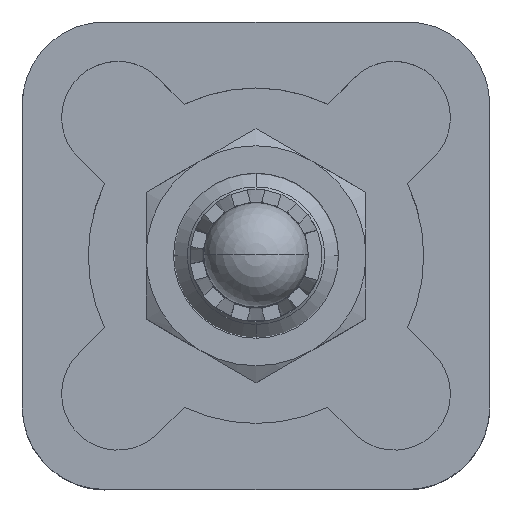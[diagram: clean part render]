
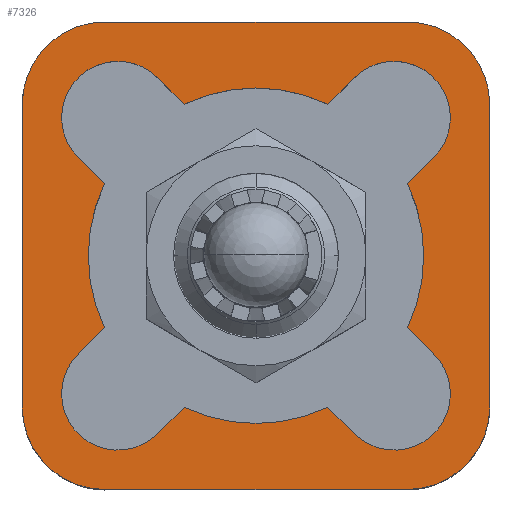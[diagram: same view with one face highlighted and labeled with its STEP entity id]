
A CAD part, top view. The second image highlights one B-rep face of the part: STEP entity #7326.
In plain terms, the highlighted planar face has unit normal (0, 0, 1).
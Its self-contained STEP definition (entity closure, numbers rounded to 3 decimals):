
#48=CARTESIAN_POINT('',(5.5,5.5,0.));
#49=DIRECTION('',(0.,0.,-1.));
#50=DIRECTION('',(0.,1.,0.));
#51=AXIS2_PLACEMENT_3D('',#48,#49,#50);
#53=CARTESIAN_POINT('',(5.5,-5.5,0.));
#54=DIRECTION('',(0.,0.,-1.));
#55=DIRECTION('',(1.,0.,0.));
#56=AXIS2_PLACEMENT_3D('',#53,#54,#55);
#58=CARTESIAN_POINT('',(-5.5,-5.5,0.));
#59=DIRECTION('',(0.,0.,-1.));
#60=DIRECTION('',(0.,-1.,0.));
#61=AXIS2_PLACEMENT_3D('',#58,#59,#60);
#63=CARTESIAN_POINT('',(-5.5,5.5,0.));
#64=DIRECTION('',(0.,0.,-1.));
#65=DIRECTION('',(-1.,0.,0.));
#66=AXIS2_PLACEMENT_3D('',#63,#64,#65);
#68=CARTESIAN_POINT('',(0.,0.,0.));
#69=DIRECTION('',(0.,0.,1.));
#70=DIRECTION('',(0.428,0.904,0.));
#71=AXIS2_PLACEMENT_3D('',#68,#69,#70);
#73=DIRECTION('',(-0.707,0.707,0.));
#74=VECTOR('',#73,1.355);
#75=CARTESIAN_POINT('',(-2.613,5.512,0.));
#76=LINE('',#75,#74);
#77=CARTESIAN_POINT('',(-5.02,5.02,0.));
#78=DIRECTION('',(0.,0.,1.));
#79=DIRECTION('',(0.707,0.707,0.));
#80=AXIS2_PLACEMENT_3D('',#77,#78,#79);
#82=CARTESIAN_POINT('',(-5.02,5.02,0.));
#83=DIRECTION('',(0.,0.,1.));
#84=DIRECTION('',(-1.,0.,0.));
#85=AXIS2_PLACEMENT_3D('',#82,#83,#84);
#87=DIRECTION('',(0.707,-0.707,0.));
#88=VECTOR('',#87,1.355);
#89=CARTESIAN_POINT('',(-6.47,3.571,0.));
#90=LINE('',#89,#88);
#91=CARTESIAN_POINT('',(0.,0.,0.));
#92=DIRECTION('',(0.,0.,1.));
#93=DIRECTION('',(-0.904,0.428,0.));
#94=AXIS2_PLACEMENT_3D('',#91,#92,#93);
#96=CARTESIAN_POINT('',(0.,0.,0.));
#97=DIRECTION('',(0.,0.,1.));
#98=DIRECTION('',(-1.,0.,0.));
#99=AXIS2_PLACEMENT_3D('',#96,#97,#98);
#101=DIRECTION('',(-0.707,-0.707,0.));
#102=VECTOR('',#101,1.355);
#103=CARTESIAN_POINT('',(-5.512,-2.613,0.));
#104=LINE('',#103,#102);
#105=CARTESIAN_POINT('',(-5.02,-5.02,0.));
#106=DIRECTION('',(0.,0.,1.));
#107=DIRECTION('',(-0.707,0.707,0.));
#108=AXIS2_PLACEMENT_3D('',#105,#106,#107);
#110=CARTESIAN_POINT('',(-5.02,-5.02,0.));
#111=DIRECTION('',(0.,0.,1.));
#112=DIRECTION('',(-1.,0.,0.));
#113=AXIS2_PLACEMENT_3D('',#110,#111,#112);
#115=DIRECTION('',(0.707,0.707,0.));
#116=VECTOR('',#115,1.355);
#117=CARTESIAN_POINT('',(-3.571,-6.47,0.));
#118=LINE('',#117,#116);
#119=CARTESIAN_POINT('',(0.,0.,0.));
#120=DIRECTION('',(0.,0.,1.));
#121=DIRECTION('',(-0.428,-0.904,0.));
#122=AXIS2_PLACEMENT_3D('',#119,#120,#121);
#124=DIRECTION('',(0.707,-0.707,0.));
#125=VECTOR('',#124,1.355);
#126=CARTESIAN_POINT('',(2.613,-5.512,0.));
#127=LINE('',#126,#125);
#128=CARTESIAN_POINT('',(5.02,-5.02,0.));
#129=DIRECTION('',(0.,0.,1.));
#130=DIRECTION('',(-0.707,-0.707,0.));
#131=AXIS2_PLACEMENT_3D('',#128,#129,#130);
#133=CARTESIAN_POINT('',(5.02,-5.02,0.));
#134=DIRECTION('',(0.,0.,1.));
#135=DIRECTION('',(1.,0.,0.));
#136=AXIS2_PLACEMENT_3D('',#133,#134,#135);
#138=DIRECTION('',(-0.707,0.707,0.));
#139=VECTOR('',#138,1.355);
#140=CARTESIAN_POINT('',(6.47,-3.571,0.));
#141=LINE('',#140,#139);
#142=CARTESIAN_POINT('',(0.,0.,0.));
#143=DIRECTION('',(0.,0.,1.));
#144=DIRECTION('',(0.904,-0.428,0.));
#145=AXIS2_PLACEMENT_3D('',#142,#143,#144);
#147=CARTESIAN_POINT('',(0.,0.,0.));
#148=DIRECTION('',(0.,0.,1.));
#149=DIRECTION('',(1.,0.,0.));
#150=AXIS2_PLACEMENT_3D('',#147,#148,#149);
#152=DIRECTION('',(0.707,0.707,0.));
#153=VECTOR('',#152,1.355);
#154=CARTESIAN_POINT('',(5.512,2.613,0.));
#155=LINE('',#154,#153);
#156=CARTESIAN_POINT('',(5.02,5.02,0.));
#157=DIRECTION('',(0.,0.,1.));
#158=DIRECTION('',(0.707,-0.707,0.));
#159=AXIS2_PLACEMENT_3D('',#156,#157,#158);
#161=CARTESIAN_POINT('',(5.02,5.02,0.));
#162=DIRECTION('',(0.,0.,1.));
#163=DIRECTION('',(1.,0.,0.));
#164=AXIS2_PLACEMENT_3D('',#161,#162,#163);
#166=DIRECTION('',(-0.707,-0.707,0.));
#167=VECTOR('',#166,1.355);
#168=CARTESIAN_POINT('',(3.571,6.47,0.));
#169=LINE('',#168,#167);
#170=DIRECTION('',(-1.,0.,0.));
#171=VECTOR('',#170,11.);
#172=CARTESIAN_POINT('',(5.5,8.5,0.));
#173=LINE('',#172,#171);
#208=DIRECTION('',(0.,-1.,0.));
#209=VECTOR('',#208,11.);
#210=CARTESIAN_POINT('',(-8.5,5.5,0.));
#211=LINE('',#210,#209);
#262=DIRECTION('',(1.,0.,0.));
#263=VECTOR('',#262,11.);
#264=CARTESIAN_POINT('',(-5.5,-8.5,0.));
#265=LINE('',#264,#263);
#266=DIRECTION('',(0.,1.,0.));
#267=VECTOR('',#266,11.);
#268=CARTESIAN_POINT('',(8.5,-5.5,0.));
#269=LINE('',#268,#267);
#5866=CARTESIAN_POINT('',(5.5,8.5,0.));
#5867=CARTESIAN_POINT('',(-5.5,8.5,0.));
#5868=VERTEX_POINT('',#5866);
#5869=VERTEX_POINT('',#5867);
#5870=CARTESIAN_POINT('',(8.5,5.5,0.));
#5871=VERTEX_POINT('',#5870);
#5872=CARTESIAN_POINT('',(8.5,-5.5,0.));
#5873=VERTEX_POINT('',#5872);
#5874=CARTESIAN_POINT('',(5.5,-8.5,0.));
#5875=VERTEX_POINT('',#5874);
#5876=CARTESIAN_POINT('',(-5.5,-8.5,0.));
#5877=VERTEX_POINT('',#5876);
#5878=CARTESIAN_POINT('',(-8.5,-5.5,0.));
#5879=VERTEX_POINT('',#5878);
#5880=CARTESIAN_POINT('',(-8.5,5.5,0.));
#5881=VERTEX_POINT('',#5880);
#5882=CARTESIAN_POINT('',(2.613,5.512,0.));
#5883=CARTESIAN_POINT('',(-2.613,5.512,0.));
#5884=VERTEX_POINT('',#5882);
#5885=VERTEX_POINT('',#5883);
#5886=CARTESIAN_POINT('',(-3.571,6.47,0.));
#5887=VERTEX_POINT('',#5886);
#5888=CARTESIAN_POINT('',(-7.07,5.02,0.));
#5889=VERTEX_POINT('',#5888);
#5890=CARTESIAN_POINT('',(-6.47,3.571,0.));
#5891=VERTEX_POINT('',#5890);
#5892=CARTESIAN_POINT('',(-5.512,2.613,0.));
#5893=VERTEX_POINT('',#5892);
#5894=CARTESIAN_POINT('',(-6.1,0.,0.));
#5895=VERTEX_POINT('',#5894);
#5896=CARTESIAN_POINT('',(-5.512,-2.613,0.));
#5897=VERTEX_POINT('',#5896);
#5898=CARTESIAN_POINT('',(-6.47,-3.571,0.));
#5899=VERTEX_POINT('',#5898);
#5900=CARTESIAN_POINT('',(-7.07,-5.02,0.));
#5901=VERTEX_POINT('',#5900);
#5902=CARTESIAN_POINT('',(-3.571,-6.47,0.));
#5903=VERTEX_POINT('',#5902);
#5904=CARTESIAN_POINT('',(-2.613,-5.512,0.));
#5905=VERTEX_POINT('',#5904);
#5906=CARTESIAN_POINT('',(2.613,-5.512,0.));
#5907=VERTEX_POINT('',#5906);
#5908=CARTESIAN_POINT('',(3.571,-6.47,0.));
#5909=VERTEX_POINT('',#5908);
#5910=CARTESIAN_POINT('',(7.07,-5.02,0.));
#5911=VERTEX_POINT('',#5910);
#5912=CARTESIAN_POINT('',(6.47,-3.571,0.));
#5913=VERTEX_POINT('',#5912);
#5914=CARTESIAN_POINT('',(5.512,-2.613,0.));
#5915=VERTEX_POINT('',#5914);
#5916=CARTESIAN_POINT('',(6.1,0.,0.));
#5917=VERTEX_POINT('',#5916);
#5918=CARTESIAN_POINT('',(5.512,2.613,0.));
#5919=VERTEX_POINT('',#5918);
#5920=CARTESIAN_POINT('',(6.47,3.571,0.));
#5921=VERTEX_POINT('',#5920);
#5922=CARTESIAN_POINT('',(7.07,5.02,0.));
#5923=VERTEX_POINT('',#5922);
#5924=CARTESIAN_POINT('',(3.571,6.47,0.));
#5925=VERTEX_POINT('',#5924);
#7257=CARTESIAN_POINT('',(0.,0.,0.));
#7258=DIRECTION('',(0.,0.,-1.));
#7259=DIRECTION('',(-1.,0.,0.));
#7260=AXIS2_PLACEMENT_3D('',#7257,#7258,#7259);
#7261=PLANE('',#7260);
#7263=ORIENTED_EDGE('',*,*,#7262,.F.);
#7265=ORIENTED_EDGE('',*,*,#7264,.T.);
#7267=ORIENTED_EDGE('',*,*,#7266,.F.);
#7269=ORIENTED_EDGE('',*,*,#7268,.T.);
#7271=ORIENTED_EDGE('',*,*,#7270,.F.);
#7273=ORIENTED_EDGE('',*,*,#7272,.T.);
#7275=ORIENTED_EDGE('',*,*,#7274,.F.);
#7277=ORIENTED_EDGE('',*,*,#7276,.T.);
#7278=EDGE_LOOP('',(#7263,#7265,#7267,#7269,#7271,#7273,#7275,#7277));
#7279=FACE_OUTER_BOUND('',#7278,.F.);
#7281=ORIENTED_EDGE('',*,*,#7280,.T.);
#7283=ORIENTED_EDGE('',*,*,#7282,.T.);
#7285=ORIENTED_EDGE('',*,*,#7284,.T.);
#7287=ORIENTED_EDGE('',*,*,#7286,.T.);
#7289=ORIENTED_EDGE('',*,*,#7288,.T.);
#7291=ORIENTED_EDGE('',*,*,#7290,.T.);
#7293=ORIENTED_EDGE('',*,*,#7292,.T.);
#7295=ORIENTED_EDGE('',*,*,#7294,.T.);
#7297=ORIENTED_EDGE('',*,*,#7296,.T.);
#7299=ORIENTED_EDGE('',*,*,#7298,.T.);
#7301=ORIENTED_EDGE('',*,*,#7300,.T.);
#7303=ORIENTED_EDGE('',*,*,#7302,.T.);
#7305=ORIENTED_EDGE('',*,*,#7304,.T.);
#7307=ORIENTED_EDGE('',*,*,#7306,.T.);
#7309=ORIENTED_EDGE('',*,*,#7308,.T.);
#7311=ORIENTED_EDGE('',*,*,#7310,.T.);
#7313=ORIENTED_EDGE('',*,*,#7312,.T.);
#7315=ORIENTED_EDGE('',*,*,#7314,.T.);
#7317=ORIENTED_EDGE('',*,*,#7316,.T.);
#7319=ORIENTED_EDGE('',*,*,#7318,.T.);
#7321=ORIENTED_EDGE('',*,*,#7320,.T.);
#7323=ORIENTED_EDGE('',*,*,#7322,.T.);
#7324=EDGE_LOOP('',(#7281,#7283,#7285,#7287,#7289,#7291,#7293,#7295,#7297,#7299,
#7301,#7303,#7305,#7307,#7309,#7311,#7313,#7315,#7317,#7319,#7321,#7323));
#7325=FACE_BOUND('',#7324,.F.);
#7326=ADVANCED_FACE('',(#7279,#7325),#7261,.F.);
#52=CIRCLE('',#51,3.);
#57=CIRCLE('',#56,3.);
#62=CIRCLE('',#61,3.);
#67=CIRCLE('',#66,3.);
#72=CIRCLE('',#71,6.1);
#81=CIRCLE('',#80,2.05);
#86=CIRCLE('',#85,2.05);
#95=CIRCLE('',#94,6.1);
#100=CIRCLE('',#99,6.1);
#109=CIRCLE('',#108,2.05);
#114=CIRCLE('',#113,2.05);
#123=CIRCLE('',#122,6.1);
#132=CIRCLE('',#131,2.05);
#137=CIRCLE('',#136,2.05);
#146=CIRCLE('',#145,6.1);
#151=CIRCLE('',#150,6.1);
#160=CIRCLE('',#159,2.05);
#165=CIRCLE('',#164,2.05);
#7262=EDGE_CURVE('',#5868,#5869,#173,.T.);
#7264=EDGE_CURVE('',#5868,#5871,#52,.T.);
#7266=EDGE_CURVE('',#5873,#5871,#269,.T.);
#7268=EDGE_CURVE('',#5873,#5875,#57,.T.);
#7270=EDGE_CURVE('',#5877,#5875,#265,.T.);
#7272=EDGE_CURVE('',#5877,#5879,#62,.T.);
#7274=EDGE_CURVE('',#5881,#5879,#211,.T.);
#7276=EDGE_CURVE('',#5881,#5869,#67,.T.);
#7280=EDGE_CURVE('',#5884,#5885,#72,.T.);
#7282=EDGE_CURVE('',#5885,#5887,#76,.T.);
#7284=EDGE_CURVE('',#5887,#5889,#81,.T.);
#7286=EDGE_CURVE('',#5889,#5891,#86,.T.);
#7288=EDGE_CURVE('',#5891,#5893,#90,.T.);
#7290=EDGE_CURVE('',#5893,#5895,#95,.T.);
#7292=EDGE_CURVE('',#5895,#5897,#100,.T.);
#7294=EDGE_CURVE('',#5897,#5899,#104,.T.);
#7296=EDGE_CURVE('',#5899,#5901,#109,.T.);
#7298=EDGE_CURVE('',#5901,#5903,#114,.T.);
#7300=EDGE_CURVE('',#5903,#5905,#118,.T.);
#7302=EDGE_CURVE('',#5905,#5907,#123,.T.);
#7304=EDGE_CURVE('',#5907,#5909,#127,.T.);
#7306=EDGE_CURVE('',#5909,#5911,#132,.T.);
#7308=EDGE_CURVE('',#5911,#5913,#137,.T.);
#7310=EDGE_CURVE('',#5913,#5915,#141,.T.);
#7312=EDGE_CURVE('',#5915,#5917,#146,.T.);
#7314=EDGE_CURVE('',#5917,#5919,#151,.T.);
#7316=EDGE_CURVE('',#5919,#5921,#155,.T.);
#7318=EDGE_CURVE('',#5921,#5923,#160,.T.);
#7320=EDGE_CURVE('',#5923,#5925,#165,.T.);
#7322=EDGE_CURVE('',#5925,#5884,#169,.T.);
